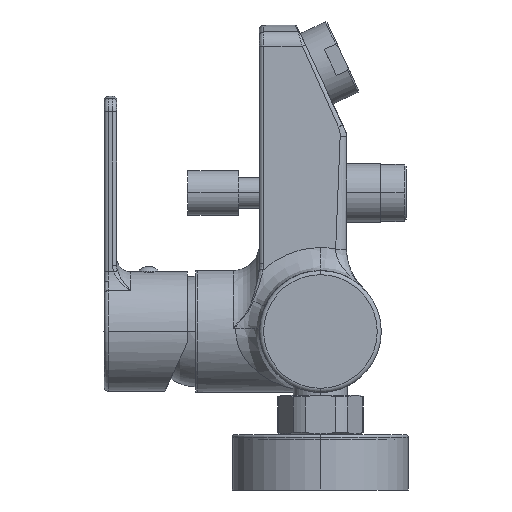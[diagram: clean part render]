
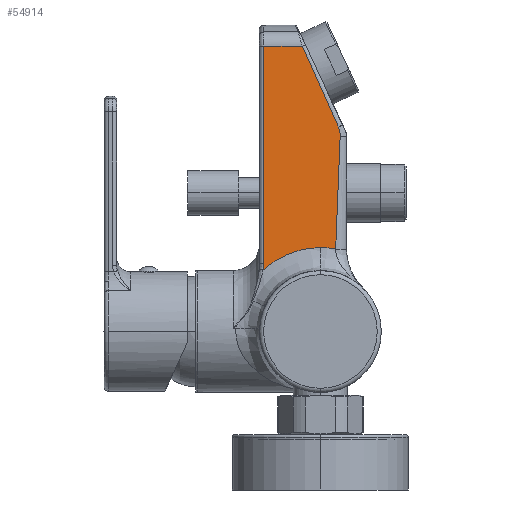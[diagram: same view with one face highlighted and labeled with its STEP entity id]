
A CAD part, left-side view. The second image highlights one B-rep face of the part: STEP entity #54914.
In plain terms, the highlighted planar face has unit normal (-1, 0, 0.027).
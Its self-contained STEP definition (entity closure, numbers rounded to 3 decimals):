
#4658=CARTESIAN_POINT('',(-20.082,-7.128,
70.319));
#4659=CARTESIAN_POINT('',(-20.114,-7.084,
69.156));
#4660=CARTESIAN_POINT('',(-20.177,-6.995,
66.829));
#4661=CARTESIAN_POINT('',(-20.273,-6.858,
63.327));
#4662=CARTESIAN_POINT('',(-20.368,-6.718,
59.827));
#4663=CARTESIAN_POINT('',(-20.463,-6.577,
56.341));
#4664=CARTESIAN_POINT('',(-20.558,-6.435,
52.863));
#4665=CARTESIAN_POINT('',(-20.654,-6.291,
49.35));
#4666=CARTESIAN_POINT('',(-20.752,-6.143,
45.761));
#4667=CARTESIAN_POINT('',(-20.853,-5.992,
42.055));
#4668=CARTESIAN_POINT('',(-20.958,-5.835,
38.189));
#4669=CARTESIAN_POINT('',(-21.069,-5.673,
34.134));
#4670=CARTESIAN_POINT('',(-21.148,-5.56,
31.25));
#4671=CARTESIAN_POINT('',(-21.188,-5.503,
29.768));
#4673=CARTESIAN_POINT('',(-21.174,0.,30.268));
#4674=CARTESIAN_POINT('',(-21.174,-0.239,
30.268));
#4675=CARTESIAN_POINT('',(-21.175,-0.713,
30.263));
#4676=CARTESIAN_POINT('',(-21.175,-1.413,
30.238));
#4677=CARTESIAN_POINT('',(-21.176,-2.105,
30.198));
#4678=CARTESIAN_POINT('',(-21.178,-2.791,
30.143));
#4679=CARTESIAN_POINT('',(-21.18,-3.473,
30.073));
#4680=CARTESIAN_POINT('',(-21.182,-4.151,
29.987));
#4681=CARTESIAN_POINT('',(-21.185,-4.828,
29.886));
#4682=CARTESIAN_POINT('',(-21.187,-5.278,
29.809));
#4683=CARTESIAN_POINT('',(-21.188,-5.503,
29.768));
#4685=CARTESIAN_POINT('',(-21.394,20.632,22.231));
#4686=CARTESIAN_POINT('',(-21.387,20.391,22.453));
#4687=CARTESIAN_POINT('',(-21.376,19.901,22.888));
#4688=CARTESIAN_POINT('',(-21.358,19.144,23.518));
#4689=CARTESIAN_POINT('',(-21.342,18.367,24.124));
#4690=CARTESIAN_POINT('',(-21.326,17.57,24.705));
#4691=CARTESIAN_POINT('',(-21.311,16.755,25.261));
#4692=CARTESIAN_POINT('',(-21.297,15.921,25.789));
#4693=CARTESIAN_POINT('',(-21.283,15.072,26.29));
#4694=CARTESIAN_POINT('',(-21.27,14.207,26.763));
#4695=CARTESIAN_POINT('',(-21.258,13.327,27.208));
#4696=CARTESIAN_POINT('',(-21.246,12.433,27.625));
#4697=CARTESIAN_POINT('',(-21.236,11.526,28.012));
#4698=CARTESIAN_POINT('',(-21.226,10.607,28.37));
#4699=CARTESIAN_POINT('',(-21.217,9.677,28.698));
#4700=CARTESIAN_POINT('',(-21.209,8.737,28.996));
#4701=CARTESIAN_POINT('',(-21.202,7.788,29.263));
#4702=CARTESIAN_POINT('',(-21.195,6.831,29.499));
#4703=CARTESIAN_POINT('',(-21.19,5.866,29.704));
#4704=CARTESIAN_POINT('',(-21.185,4.896,29.878));
#4705=CARTESIAN_POINT('',(-21.181,3.921,30.021));
#4706=CARTESIAN_POINT('',(-21.178,2.942,30.131));
#4707=CARTESIAN_POINT('',(-21.176,1.961,30.21));
#4708=CARTESIAN_POINT('',(-21.175,0.98,
30.258));
#4709=CARTESIAN_POINT('',(-21.174,0.327,
30.268));
#4710=CARTESIAN_POINT('',(-21.174,0.,
30.268));
#4712=CARTESIAN_POINT('',(-21.394,20.632,22.231));
#4713=CARTESIAN_POINT('',(-21.388,20.61,22.425));
#4714=CARTESIAN_POINT('',(-21.378,20.571,22.811));
#4715=CARTESIAN_POINT('',(-21.362,20.53,23.385));
#4716=CARTESIAN_POINT('',(-21.347,20.505,23.953));
#4717=CARTESIAN_POINT('',(-21.336,20.5,24.328));
#4718=CARTESIAN_POINT('',(-21.331,20.5,24.514));
#4720=DIRECTION('',(0.027,0.,1.));
#4721=VECTOR('',#4720,78.531);
#4722=CARTESIAN_POINT('',(-21.331,20.5,24.514));
#4723=LINE('',#4722,#4721);
#4724=DIRECTION('',(0.,1.,0.));
#4725=VECTOR('',#4724,14.037);
#4726=CARTESIAN_POINT('',(-19.191,6.463,103.016));
#4727=LINE('',#4726,#4725);
#4728=CARTESIAN_POINT('',(-19.191,6.463,103.016));
#4729=CARTESIAN_POINT('',(-19.273,5.107,100.));
#4730=CARTESIAN_POINT('',(-19.429,2.524,94.271));
#4731=CARTESIAN_POINT('',(-19.639,-0.916,
86.592));
#4732=CARTESIAN_POINT('',(-19.825,-3.932,
79.749));
#4733=CARTESIAN_POINT('',(-19.936,-5.678,
75.698));
#4734=CARTESIAN_POINT('',(-19.987,-6.484,
73.805));
#4736=CARTESIAN_POINT('',(-19.987,-6.484,
73.805));
#4737=CARTESIAN_POINT('',(-19.99,-6.531,
73.696));
#4738=CARTESIAN_POINT('',(-19.996,-6.62,
73.475));
#4739=CARTESIAN_POINT('',(-20.005,-6.738,
73.137));
#4740=CARTESIAN_POINT('',(-20.015,-6.841,
72.795));
#4741=CARTESIAN_POINT('',(-20.024,-6.929,
72.448));
#4742=CARTESIAN_POINT('',(-20.034,-7.001,
72.098));
#4743=CARTESIAN_POINT('',(-20.043,-7.059,
71.745));
#4744=CARTESIAN_POINT('',(-20.053,-7.1,
71.39));
#4745=CARTESIAN_POINT('',(-20.063,-7.126,
71.033));
#4746=CARTESIAN_POINT('',(-20.073,-7.136,
70.676));
#4747=CARTESIAN_POINT('',(-20.079,-7.132,
70.438));
#4748=CARTESIAN_POINT('',(-20.082,-7.128,
70.319));
#4750=CARTESIAN_POINT('',(-21.188,-5.503,
29.768));
#41790=CARTESIAN_POINT('',(-21.174,0.,
30.268));
#41791=VERTEX_POINT('',#41790);
#41818=CARTESIAN_POINT('',(-19.191,20.5,103.016));
#41819=VERTEX_POINT('',#41818);
#41822=CARTESIAN_POINT('',(-21.331,20.5,24.514));
#41823=VERTEX_POINT('',#41822);
#41825=VERTEX_POINT('',#4712);
#41874=VERTEX_POINT('',#4750);
#41878=VERTEX_POINT('',#4658);
#41879=VERTEX_POINT('',#4736);
#41880=VERTEX_POINT('',#4728);
#54895=CARTESIAN_POINT('',(-19.,21.5,110.014));
#54896=DIRECTION('',(-1.,0.,0.027));
#54897=DIRECTION('',(0.,-1.,0.));
#54898=AXIS2_PLACEMENT_3D('',#54895,#54896,#54897);
#54899=PLANE('',#54898);
#54900=ORIENTED_EDGE('',*,*,#54678,.T.);
#54902=ORIENTED_EDGE('',*,*,#54901,.F.);
#54904=ORIENTED_EDGE('',*,*,#54903,.F.);
#54906=ORIENTED_EDGE('',*,*,#54905,.T.);
#54908=ORIENTED_EDGE('',*,*,#54907,.T.);
#54909=ORIENTED_EDGE('',*,*,#54875,.F.);
#54910=ORIENTED_EDGE('',*,*,#54552,.T.);
#54911=ORIENTED_EDGE('',*,*,#54623,.T.);
#54912=EDGE_LOOP('',(#54900,#54902,#54904,#54906,#54908,#54909,#54910,#54911));
#54913=FACE_OUTER_BOUND('',#54912,.F.);
#54914=ADVANCED_FACE('',(#54913),#54899,.T.);
#4672=B_SPLINE_CURVE_WITH_KNOTS('',3,(#4658,#4659,#4660,#4661,#4662,#4663,#4664,
#4665,#4666,#4667,#4668,#4669,#4670,#4671),.UNSPECIFIED.,.F.,.F.,(4,1,1,1,1,1,1,
1,1,1,1,4),(0.,0.091,0.182,0.273,
0.364,0.455,0.545,0.636,
0.727,0.818,0.909,1.),.UNSPECIFIED.);
#4684=B_SPLINE_CURVE_WITH_KNOTS('',3,(#4673,#4674,#4675,#4676,#4677,#4678,#4679,
#4680,#4681,#4682,#4683),.UNSPECIFIED.,.F.,.F.,(4,1,1,1,1,1,1,1,4),(0.,
0.125,0.25,0.375,0.5,0.625,0.75,0.875,1.),.UNSPECIFIED.);
#4711=B_SPLINE_CURVE_WITH_KNOTS('',3,(#4685,#4686,#4687,#4688,#4689,#4690,#4691,
#4692,#4693,#4694,#4695,#4696,#4697,#4698,#4699,#4700,#4701,#4702,#4703,#4704,
#4705,#4706,#4707,#4708,#4709,#4710),.UNSPECIFIED.,.F.,.F.,(4,1,1,1,1,1,1,1,1,1,
1,1,1,1,1,1,1,1,1,1,1,1,1,4),(0.,0.043,0.087,
0.13,0.174,0.217,0.261,
0.304,0.348,0.391,0.435,
0.478,0.522,0.565,0.609,
0.652,0.696,0.739,0.783,
0.826,0.87,0.913,0.957,1.),
.UNSPECIFIED.);
#4719=B_SPLINE_CURVE_WITH_KNOTS('',3,(#4712,#4713,#4714,#4715,#4716,#4717,
#4718),.UNSPECIFIED.,.F.,.F.,(4,1,1,1,4),(0.,0.25,0.5,0.75,1.),
.UNSPECIFIED.);
#4735=B_SPLINE_CURVE_WITH_KNOTS('',3,(#4728,#4729,#4730,#4731,#4732,#4733,
#4734),.UNSPECIFIED.,.F.,.F.,(4,1,1,1,4),(0.,0.25,0.5,0.75,1.),
.UNSPECIFIED.);
#4749=B_SPLINE_CURVE_WITH_KNOTS('',3,(#4736,#4737,#4738,#4739,#4740,#4741,#4742,
#4743,#4744,#4745,#4746,#4747,#4748),.UNSPECIFIED.,.F.,.F.,(4,1,1,1,1,1,1,1,1,1,
4),(0.,0.1,0.2,0.3,0.4,0.5,0.6,0.7,0.8,0.9,1.),
.UNSPECIFIED.);
#54552=EDGE_CURVE('',#41880,#41879,#4735,.T.);
#54623=EDGE_CURVE('',#41879,#41878,#4749,.T.);
#54678=EDGE_CURVE('',#41878,#41874,#4672,.T.);
#54875=EDGE_CURVE('',#41880,#41819,#4727,.T.);
#54901=EDGE_CURVE('',#41791,#41874,#4684,.T.);
#54903=EDGE_CURVE('',#41825,#41791,#4711,.T.);
#54905=EDGE_CURVE('',#41825,#41823,#4719,.T.);
#54907=EDGE_CURVE('',#41823,#41819,#4723,.T.);
